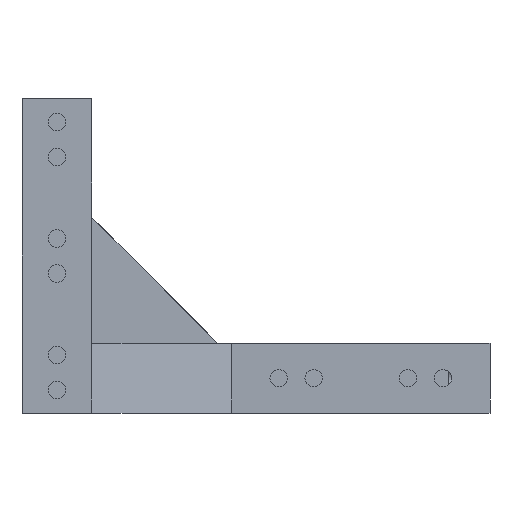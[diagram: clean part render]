
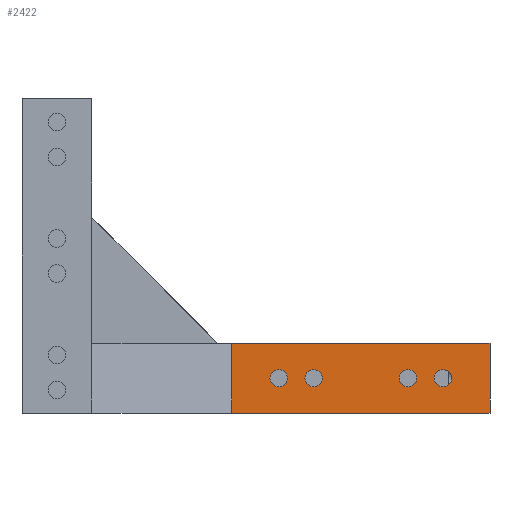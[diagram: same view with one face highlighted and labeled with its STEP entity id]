
A CAD part, left-side view. The second image highlights one B-rep face of the part: STEP entity #2422.
In plain terms, the highlighted planar face has unit normal (-1, 0, 0).
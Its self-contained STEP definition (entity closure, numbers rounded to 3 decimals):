
#45 = PLANE('',#46);
#46 = AXIS2_PLACEMENT_3D('',#47,#48,#49);
#47 = CARTESIAN_POINT('',(0.,-2.786,5.));
#48 = DIRECTION('',(0.,0.,1.));
#49 = DIRECTION('',(1.,0.,0.));
#340 = VERTEX_POINT('',#341);
#341 = CARTESIAN_POINT('',(-25.,3.5,5.));
#355 = PLANE('',#356);
#356 = AXIS2_PLACEMENT_3D('',#357,#358,#359);
#357 = CARTESIAN_POINT('',(-35.,23.5,-5.));
#358 = DIRECTION('',(0.894,0.447,-0.));
#359 = DIRECTION('',(0.447,-0.894,0.));
#367 = EDGE_CURVE('',#368,#340,#370,.T.);
#368 = VERTEX_POINT('',#369);
#369 = CARTESIAN_POINT('',(-25.,-33.5,5.));
#370 = SURFACE_CURVE('',#371,(#375,#382),.PCURVE_S1.);
#371 = LINE('',#372,#373);
#372 = CARTESIAN_POINT('',(-25.,-33.5,5.));
#373 = VECTOR('',#374,1.);
#374 = DIRECTION('',(0.,1.,0.));
#375 = PCURVE('',#45,#376);
#376 = DEFINITIONAL_REPRESENTATION('',(#377),#381);
#377 = LINE('',#378,#379);
#378 = CARTESIAN_POINT('',(-25.,-30.714));
#379 = VECTOR('',#380,1.);
#380 = DIRECTION('',(0.,1.));
#381 = ( GEOMETRIC_REPRESENTATION_CONTEXT(2) 
PARAMETRIC_REPRESENTATION_CONTEXT() REPRESENTATION_CONTEXT('2D SPACE',''
  ) );
#382 = PCURVE('',#383,#388);
#383 = PLANE('',#384);
#384 = AXIS2_PLACEMENT_3D('',#385,#386,#387);
#385 = CARTESIAN_POINT('',(-25.,-33.5,-5.));
#386 = DIRECTION('',(1.,0.,0.));
#387 = DIRECTION('',(0.,0.,1.));
#388 = DEFINITIONAL_REPRESENTATION('',(#389),#393);
#389 = LINE('',#390,#391);
#390 = CARTESIAN_POINT('',(10.,0.));
#391 = VECTOR('',#392,1.);
#392 = DIRECTION('',(0.,-1.));
#393 = ( GEOMETRIC_REPRESENTATION_CONTEXT(2) 
PARAMETRIC_REPRESENTATION_CONTEXT() REPRESENTATION_CONTEXT('2D SPACE',''
  ) );
#411 = PLANE('',#412);
#412 = AXIS2_PLACEMENT_3D('',#413,#414,#415);
#413 = CARTESIAN_POINT('',(-25.,-33.5,-5.));
#414 = DIRECTION('',(0.,1.,0.));
#415 = DIRECTION('',(0.,0.,1.));
#1910 = PLANE('',#1911);
#1911 = AXIS2_PLACEMENT_3D('',#1912,#1913,#1914);
#1912 = CARTESIAN_POINT('',(0.,2.836,-5.));
#1913 = DIRECTION('',(-0.,-0.,-1.));
#1914 = DIRECTION('',(-1.,0.,0.));
#2121 = VERTEX_POINT('',#2122);
#2122 = CARTESIAN_POINT('',(-25.,-33.5,-5.));
#2143 = EDGE_CURVE('',#2121,#368,#2144,.T.);
#2144 = SURFACE_CURVE('',#2145,(#2149,#2156),.PCURVE_S1.);
#2145 = LINE('',#2146,#2147);
#2146 = CARTESIAN_POINT('',(-25.,-33.5,-5.));
#2147 = VECTOR('',#2148,1.);
#2148 = DIRECTION('',(0.,0.,1.));
#2149 = PCURVE('',#411,#2150);
#2150 = DEFINITIONAL_REPRESENTATION('',(#2151),#2155);
#2151 = LINE('',#2152,#2153);
#2152 = CARTESIAN_POINT('',(0.,0.));
#2153 = VECTOR('',#2154,1.);
#2154 = DIRECTION('',(1.,0.));
#2155 = ( GEOMETRIC_REPRESENTATION_CONTEXT(2) 
PARAMETRIC_REPRESENTATION_CONTEXT() REPRESENTATION_CONTEXT('2D SPACE',''
  ) );
#2156 = PCURVE('',#383,#2157);
#2157 = DEFINITIONAL_REPRESENTATION('',(#2158),#2162);
#2158 = LINE('',#2159,#2160);
#2159 = CARTESIAN_POINT('',(0.,0.));
#2160 = VECTOR('',#2161,1.);
#2161 = DIRECTION('',(1.,0.));
#2162 = ( GEOMETRIC_REPRESENTATION_CONTEXT(2) 
PARAMETRIC_REPRESENTATION_CONTEXT() REPRESENTATION_CONTEXT('2D SPACE',''
  ) );
#2379 = EDGE_CURVE('',#2380,#340,#2382,.T.);
#2380 = VERTEX_POINT('',#2381);
#2381 = CARTESIAN_POINT('',(-25.,3.5,-5.));
#2382 = SURFACE_CURVE('',#2383,(#2387,#2394),.PCURVE_S1.);
#2383 = LINE('',#2384,#2385);
#2384 = CARTESIAN_POINT('',(-25.,3.5,-5.));
#2385 = VECTOR('',#2386,1.);
#2386 = DIRECTION('',(0.,0.,1.));
#2387 = PCURVE('',#355,#2388);
#2388 = DEFINITIONAL_REPRESENTATION('',(#2389),#2393);
#2389 = LINE('',#2390,#2391);
#2390 = CARTESIAN_POINT('',(22.361,0.));
#2391 = VECTOR('',#2392,1.);
#2392 = DIRECTION('',(0.,-1.));
#2393 = ( GEOMETRIC_REPRESENTATION_CONTEXT(2) 
PARAMETRIC_REPRESENTATION_CONTEXT() REPRESENTATION_CONTEXT('2D SPACE',''
  ) );
#2394 = PCURVE('',#383,#2395);
#2395 = DEFINITIONAL_REPRESENTATION('',(#2396),#2400);
#2396 = LINE('',#2397,#2398);
#2397 = CARTESIAN_POINT('',(0.,-37.));
#2398 = VECTOR('',#2399,1.);
#2399 = DIRECTION('',(1.,0.));
#2400 = ( GEOMETRIC_REPRESENTATION_CONTEXT(2) 
PARAMETRIC_REPRESENTATION_CONTEXT() REPRESENTATION_CONTEXT('2D SPACE',''
  ) );
#2422 = ADVANCED_FACE('',(#2423,#2449,#2480,#2511,#2542),#383,.F.);
#2423 = FACE_BOUND('',#2424,.F.);
#2424 = EDGE_LOOP('',(#2425,#2426,#2427,#2448));
#2425 = ORIENTED_EDGE('',*,*,#367,.F.);
#2426 = ORIENTED_EDGE('',*,*,#2143,.F.);
#2427 = ORIENTED_EDGE('',*,*,#2428,.T.);
#2428 = EDGE_CURVE('',#2121,#2380,#2429,.T.);
#2429 = SURFACE_CURVE('',#2430,(#2434,#2441),.PCURVE_S1.);
#2430 = LINE('',#2431,#2432);
#2431 = CARTESIAN_POINT('',(-25.,-33.5,-5.));
#2432 = VECTOR('',#2433,1.);
#2433 = DIRECTION('',(0.,1.,0.));
#2434 = PCURVE('',#383,#2435);
#2435 = DEFINITIONAL_REPRESENTATION('',(#2436),#2440);
#2436 = LINE('',#2437,#2438);
#2437 = CARTESIAN_POINT('',(0.,0.));
#2438 = VECTOR('',#2439,1.);
#2439 = DIRECTION('',(0.,-1.));
#2440 = ( GEOMETRIC_REPRESENTATION_CONTEXT(2) 
PARAMETRIC_REPRESENTATION_CONTEXT() REPRESENTATION_CONTEXT('2D SPACE',''
  ) );
#2441 = PCURVE('',#1910,#2442);
#2442 = DEFINITIONAL_REPRESENTATION('',(#2443),#2447);
#2443 = LINE('',#2444,#2445);
#2444 = CARTESIAN_POINT('',(25.,-36.336));
#2445 = VECTOR('',#2446,1.);
#2446 = DIRECTION('',(0.,1.));
#2447 = ( GEOMETRIC_REPRESENTATION_CONTEXT(2) 
PARAMETRIC_REPRESENTATION_CONTEXT() REPRESENTATION_CONTEXT('2D SPACE',''
  ) );
#2448 = ORIENTED_EDGE('',*,*,#2379,.T.);
#2449 = FACE_BOUND('',#2450,.F.);
#2450 = EDGE_LOOP('',(#2451));
#2451 = ORIENTED_EDGE('',*,*,#2452,.F.);
#2452 = EDGE_CURVE('',#2453,#2453,#2455,.T.);
#2453 = VERTEX_POINT('',#2454);
#2454 = CARTESIAN_POINT('',(-25.,-25.5,0.));
#2455 = SURFACE_CURVE('',#2456,(#2461,#2468),.PCURVE_S1.);
#2456 = CIRCLE('',#2457,1.25);
#2457 = AXIS2_PLACEMENT_3D('',#2458,#2459,#2460);
#2458 = CARTESIAN_POINT('',(-25.,-26.75,0.));
#2459 = DIRECTION('',(1.,0.,0.));
#2460 = DIRECTION('',(0.,1.,0.));
#2461 = PCURVE('',#383,#2462);
#2462 = DEFINITIONAL_REPRESENTATION('',(#2463),#2467);
#2463 = CIRCLE('',#2464,1.25);
#2464 = AXIS2_PLACEMENT_2D('',#2465,#2466);
#2465 = CARTESIAN_POINT('',(5.,-6.75));
#2466 = DIRECTION('',(0.,-1.));
#2467 = ( GEOMETRIC_REPRESENTATION_CONTEXT(2) 
PARAMETRIC_REPRESENTATION_CONTEXT() REPRESENTATION_CONTEXT('2D SPACE',''
  ) );
#2468 = PCURVE('',#2469,#2474);
#2469 = CYLINDRICAL_SURFACE('',#2470,1.25);
#2470 = AXIS2_PLACEMENT_3D('',#2471,#2472,#2473);
#2471 = CARTESIAN_POINT('',(-25.,-26.75,0.));
#2472 = DIRECTION('',(1.,-0.,0.));
#2473 = DIRECTION('',(0.,1.,0.));
#2474 = DEFINITIONAL_REPRESENTATION('',(#2475),#2479);
#2475 = LINE('',#2476,#2477);
#2476 = CARTESIAN_POINT('',(0.,0.));
#2477 = VECTOR('',#2478,1.);
#2478 = DIRECTION('',(1.,0.));
#2479 = ( GEOMETRIC_REPRESENTATION_CONTEXT(2) 
PARAMETRIC_REPRESENTATION_CONTEXT() REPRESENTATION_CONTEXT('2D SPACE',''
  ) );
#2480 = FACE_BOUND('',#2481,.F.);
#2481 = EDGE_LOOP('',(#2482));
#2482 = ORIENTED_EDGE('',*,*,#2483,.F.);
#2483 = EDGE_CURVE('',#2484,#2484,#2486,.T.);
#2484 = VERTEX_POINT('',#2485);
#2485 = CARTESIAN_POINT('',(-25.,-20.5,0.));
#2486 = SURFACE_CURVE('',#2487,(#2492,#2499),.PCURVE_S1.);
#2487 = CIRCLE('',#2488,1.25);
#2488 = AXIS2_PLACEMENT_3D('',#2489,#2490,#2491);
#2489 = CARTESIAN_POINT('',(-25.,-21.75,0.));
#2490 = DIRECTION('',(1.,0.,0.));
#2491 = DIRECTION('',(0.,1.,0.));
#2492 = PCURVE('',#383,#2493);
#2493 = DEFINITIONAL_REPRESENTATION('',(#2494),#2498);
#2494 = CIRCLE('',#2495,1.25);
#2495 = AXIS2_PLACEMENT_2D('',#2496,#2497);
#2496 = CARTESIAN_POINT('',(5.,-11.75));
#2497 = DIRECTION('',(0.,-1.));
#2498 = ( GEOMETRIC_REPRESENTATION_CONTEXT(2) 
PARAMETRIC_REPRESENTATION_CONTEXT() REPRESENTATION_CONTEXT('2D SPACE',''
  ) );
#2499 = PCURVE('',#2500,#2505);
#2500 = CYLINDRICAL_SURFACE('',#2501,1.25);
#2501 = AXIS2_PLACEMENT_3D('',#2502,#2503,#2504);
#2502 = CARTESIAN_POINT('',(-25.,-21.75,0.));
#2503 = DIRECTION('',(1.,-0.,0.));
#2504 = DIRECTION('',(0.,1.,0.));
#2505 = DEFINITIONAL_REPRESENTATION('',(#2506),#2510);
#2506 = LINE('',#2507,#2508);
#2507 = CARTESIAN_POINT('',(0.,0.));
#2508 = VECTOR('',#2509,1.);
#2509 = DIRECTION('',(1.,0.));
#2510 = ( GEOMETRIC_REPRESENTATION_CONTEXT(2) 
PARAMETRIC_REPRESENTATION_CONTEXT() REPRESENTATION_CONTEXT('2D SPACE',''
  ) );
#2511 = FACE_BOUND('',#2512,.F.);
#2512 = EDGE_LOOP('',(#2513));
#2513 = ORIENTED_EDGE('',*,*,#2514,.F.);
#2514 = EDGE_CURVE('',#2515,#2515,#2517,.T.);
#2515 = VERTEX_POINT('',#2516);
#2516 = CARTESIAN_POINT('',(-25.,-7.,0.));
#2517 = SURFACE_CURVE('',#2518,(#2523,#2530),.PCURVE_S1.);
#2518 = CIRCLE('',#2519,1.25);
#2519 = AXIS2_PLACEMENT_3D('',#2520,#2521,#2522);
#2520 = CARTESIAN_POINT('',(-25.,-8.25,0.));
#2521 = DIRECTION('',(1.,0.,0.));
#2522 = DIRECTION('',(0.,1.,0.));
#2523 = PCURVE('',#383,#2524);
#2524 = DEFINITIONAL_REPRESENTATION('',(#2525),#2529);
#2525 = CIRCLE('',#2526,1.25);
#2526 = AXIS2_PLACEMENT_2D('',#2527,#2528);
#2527 = CARTESIAN_POINT('',(5.,-25.25));
#2528 = DIRECTION('',(0.,-1.));
#2529 = ( GEOMETRIC_REPRESENTATION_CONTEXT(2) 
PARAMETRIC_REPRESENTATION_CONTEXT() REPRESENTATION_CONTEXT('2D SPACE',''
  ) );
#2530 = PCURVE('',#2531,#2536);
#2531 = CYLINDRICAL_SURFACE('',#2532,1.25);
#2532 = AXIS2_PLACEMENT_3D('',#2533,#2534,#2535);
#2533 = CARTESIAN_POINT('',(-25.,-8.25,0.));
#2534 = DIRECTION('',(1.,-0.,0.));
#2535 = DIRECTION('',(0.,1.,0.));
#2536 = DEFINITIONAL_REPRESENTATION('',(#2537),#2541);
#2537 = LINE('',#2538,#2539);
#2538 = CARTESIAN_POINT('',(0.,0.));
#2539 = VECTOR('',#2540,1.);
#2540 = DIRECTION('',(1.,0.));
#2541 = ( GEOMETRIC_REPRESENTATION_CONTEXT(2) 
PARAMETRIC_REPRESENTATION_CONTEXT() REPRESENTATION_CONTEXT('2D SPACE',''
  ) );
#2542 = FACE_BOUND('',#2543,.F.);
#2543 = EDGE_LOOP('',(#2544));
#2544 = ORIENTED_EDGE('',*,*,#2545,.F.);
#2545 = EDGE_CURVE('',#2546,#2546,#2548,.T.);
#2546 = VERTEX_POINT('',#2547);
#2547 = CARTESIAN_POINT('',(-25.,-2.,0.));
#2548 = SURFACE_CURVE('',#2549,(#2554,#2561),.PCURVE_S1.);
#2549 = CIRCLE('',#2550,1.25);
#2550 = AXIS2_PLACEMENT_3D('',#2551,#2552,#2553);
#2551 = CARTESIAN_POINT('',(-25.,-3.25,0.));
#2552 = DIRECTION('',(1.,0.,0.));
#2553 = DIRECTION('',(0.,1.,0.));
#2554 = PCURVE('',#383,#2555);
#2555 = DEFINITIONAL_REPRESENTATION('',(#2556),#2560);
#2556 = CIRCLE('',#2557,1.25);
#2557 = AXIS2_PLACEMENT_2D('',#2558,#2559);
#2558 = CARTESIAN_POINT('',(5.,-30.25));
#2559 = DIRECTION('',(0.,-1.));
#2560 = ( GEOMETRIC_REPRESENTATION_CONTEXT(2) 
PARAMETRIC_REPRESENTATION_CONTEXT() REPRESENTATION_CONTEXT('2D SPACE',''
  ) );
#2561 = PCURVE('',#2562,#2567);
#2562 = CYLINDRICAL_SURFACE('',#2563,1.25);
#2563 = AXIS2_PLACEMENT_3D('',#2564,#2565,#2566);
#2564 = CARTESIAN_POINT('',(-25.,-3.25,0.));
#2565 = DIRECTION('',(1.,-0.,0.));
#2566 = DIRECTION('',(0.,1.,0.));
#2567 = DEFINITIONAL_REPRESENTATION('',(#2568),#2572);
#2568 = LINE('',#2569,#2570);
#2569 = CARTESIAN_POINT('',(0.,0.));
#2570 = VECTOR('',#2571,1.);
#2571 = DIRECTION('',(1.,0.));
#2572 = ( GEOMETRIC_REPRESENTATION_CONTEXT(2) 
PARAMETRIC_REPRESENTATION_CONTEXT() REPRESENTATION_CONTEXT('2D SPACE',''
  ) );
